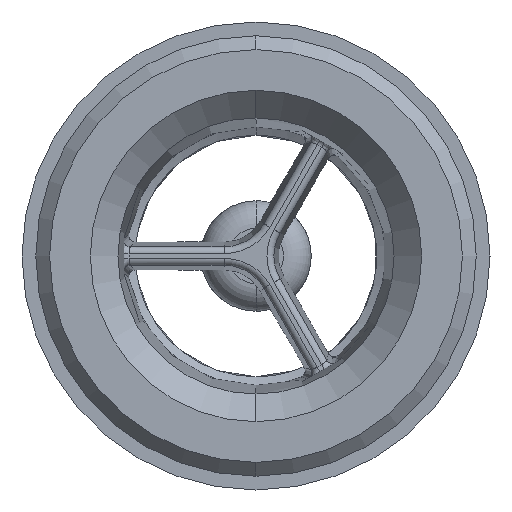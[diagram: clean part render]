
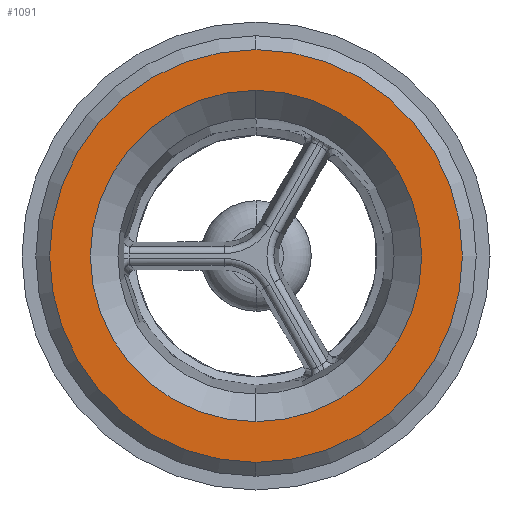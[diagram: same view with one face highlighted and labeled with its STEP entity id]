
A CAD part, left-side view. The second image highlights one B-rep face of the part: STEP entity #1091.
In plain terms, the highlighted planar face has unit normal (-1, 0, 0).
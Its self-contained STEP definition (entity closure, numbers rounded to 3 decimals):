
#9 = CARTESIAN_POINT ( 'NONE',  ( 0., 0., -12. ) ) ;
#118 = ORIENTED_EDGE ( 'NONE', *, *, #5133, .T. ) ;
#268 = CIRCLE ( 'NONE', #5438, 14.95 ) ;
#374 = DIRECTION ( 'NONE',  ( -1., 0., 0. ) ) ;
#749 = DIRECTION ( 'NONE',  ( 1., 0., 0. ) ) ;
#855 = ORIENTED_EDGE ( 'NONE', *, *, #2102, .F. ) ;
#1091 = ADVANCED_FACE ( 'NONE', ( #5923, #1231 ), #2158, .F. ) ;
#1186 = CARTESIAN_POINT ( 'NONE',  ( 0., 12., 0. ) ) ;
#1231 = FACE_OUTER_BOUND ( 'NONE', #5240, .T. ) ;
#1765 = VERTEX_POINT ( 'NONE', #2976 ) ;
#2065 = DIRECTION ( 'NONE',  ( 0., 0., 1. ) ) ;
#2102 = EDGE_CURVE ( 'NONE', #2206, #2443, #3746, .T. ) ;
#2117 = DIRECTION ( 'NONE',  ( 0., 0., -1. ) ) ;
#2137 = EDGE_CURVE ( 'NONE', #2443, #2206, #4913, .T. ) ;
#2158 = PLANE ( 'NONE',  #4453 ) ;
#2206 = VERTEX_POINT ( 'NONE', #9 ) ;
#2291 = VERTEX_POINT ( 'NONE', #5609 ) ;
#2443 = VERTEX_POINT ( 'NONE', #5940 ) ;
#2576 = EDGE_CURVE ( 'NONE', #1765, #2291, #268, .T. ) ;
#2728 = DIRECTION ( 'NONE',  ( 0., 0., 1. ) ) ;
#2758 = EDGE_LOOP ( 'NONE', ( #4635, #855 ) ) ;
#2976 = CARTESIAN_POINT ( 'NONE',  ( 0., 0., 14.95 ) ) ;
#2978 = CARTESIAN_POINT ( 'NONE',  ( 0., 0., 0. ) ) ;
#2996 = DIRECTION ( 'NONE',  ( -1., 0., 0. ) ) ;
#3034 = AXIS2_PLACEMENT_3D ( 'NONE', #3175, #374, #2728 ) ;
#3035 = CARTESIAN_POINT ( 'NONE',  ( 0., 0., 0. ) ) ;
#3092 = ORIENTED_EDGE ( 'NONE', *, *, #2576, .T. ) ;
#3175 = CARTESIAN_POINT ( 'NONE',  ( 0., 0., 0. ) ) ;
#3746 = CIRCLE ( 'NONE', #4929, 12. ) ;
#3872 = CARTESIAN_POINT ( 'NONE',  ( 0., 0., 0. ) ) ;
#4297 = AXIS2_PLACEMENT_3D ( 'NONE', #2978, #2996, #4393 ) ;
#4393 = DIRECTION ( 'NONE',  ( 0., 0., 1. ) ) ;
#4453 = AXIS2_PLACEMENT_3D ( 'NONE', #1186, #749, #2117 ) ;
#4477 = DIRECTION ( 'NONE',  ( 0., 0., 1. ) ) ;
#4500 = CIRCLE ( 'NONE', #3034, 14.95 ) ;
#4635 = ORIENTED_EDGE ( 'NONE', *, *, #2137, .F. ) ;
#4913 = CIRCLE ( 'NONE', #4297, 12. ) ;
#4929 = AXIS2_PLACEMENT_3D ( 'NONE', #3872, #5274, #2065 ) ;
#5133 = EDGE_CURVE ( 'NONE', #2291, #1765, #4500, .T. ) ;
#5240 = EDGE_LOOP ( 'NONE', ( #118, #3092 ) ) ;
#5274 = DIRECTION ( 'NONE',  ( -1., 0., 0. ) ) ;
#5438 = AXIS2_PLACEMENT_3D ( 'NONE', #3035, #5853, #4477 ) ;
#5609 = CARTESIAN_POINT ( 'NONE',  ( 0., 0., -14.95 ) ) ;
#5853 = DIRECTION ( 'NONE',  ( -1., 0., 0. ) ) ;
#5923 = FACE_BOUND ( 'NONE', #2758, .T. ) ;
#5940 = CARTESIAN_POINT ( 'NONE',  ( 0., 0., 12. ) ) ;
